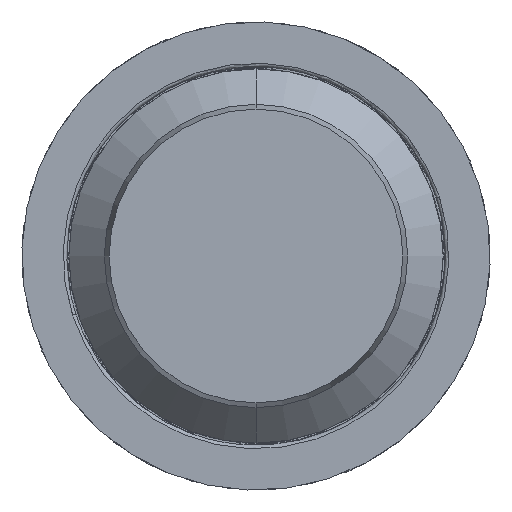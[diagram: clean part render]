
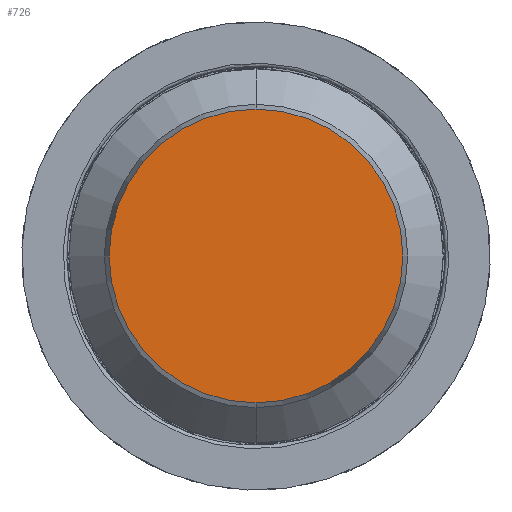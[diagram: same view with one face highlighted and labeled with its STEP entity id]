
A CAD part, front view. The second image highlights one B-rep face of the part: STEP entity #726.
In plain terms, the highlighted planar face has unit normal (0, -1, 0).
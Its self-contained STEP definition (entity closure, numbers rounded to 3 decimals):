
#726 = ADVANCED_FACE ( 'NONE', ( #2747 ), #5825, .T. ) ;
#1017 = VERTEX_POINT ( 'NONE', #4286 ) ;
#1023 = VERTEX_POINT ( 'NONE', #4292 ) ;
#1208 = ORIENTED_EDGE ( 'NONE', *, *, #2459, .T. ) ;
#1209 = ORIENTED_EDGE ( 'NONE', *, *, #2630, .T. ) ;
#2459 = EDGE_CURVE ( 'NONE', #1023, #1017, #2985, .T. ) ;
#2515 = AXIS2_PLACEMENT_3D ( 'NONE', #5543, #5823, #5822 ) ;
#2630 = EDGE_CURVE ( 'NONE', #1017, #1023, #3125, .T. ) ;
#2747 = FACE_OUTER_BOUND ( 'NONE', #3903, .T. ) ;
#2985 = CIRCLE ( 'NONE', #5849, 8.15 ) ;
#3125 = CIRCLE ( 'NONE', #5908, 8.15 ) ;
#3903 = EDGE_LOOP ( 'NONE', ( #1208, #1209 ) ) ;
#4286 = CARTESIAN_POINT ( 'NONE',  ( 0., 0., -8.15 ) ) ;
#4292 = CARTESIAN_POINT ( 'NONE',  ( 0., 0., 8.15 ) ) ;
#5183 = CARTESIAN_POINT ( 'NONE',  ( 0., 0., 0. ) ) ;
#5184 = DIRECTION ( 'NONE',  ( 0., -1., 0. ) ) ;
#5185 = DIRECTION ( 'NONE',  ( 0., 0., -1. ) ) ;
#5435 = CARTESIAN_POINT ( 'NONE',  ( 0., 0., 0. ) ) ;
#5436 = DIRECTION ( 'NONE',  ( 0., -1., 0. ) ) ;
#5437 = DIRECTION ( 'NONE',  ( 0., 0., -1. ) ) ;
#5543 = CARTESIAN_POINT ( 'NONE',  ( 0., 0., 0. ) ) ;
#5822 = DIRECTION ( 'NONE',  ( 0., 0., -1. ) ) ;
#5823 = DIRECTION ( 'NONE',  ( 0., -1., 0. ) ) ;
#5825 = PLANE ( 'NONE',  #2515 ) ;
#5849 = AXIS2_PLACEMENT_3D ( 'NONE', #5183, #5184, #5185 ) ;
#5908 = AXIS2_PLACEMENT_3D ( 'NONE', #5435, #5436, #5437 ) ;
